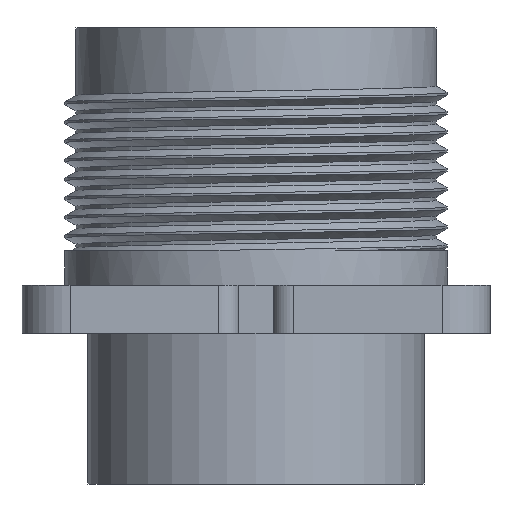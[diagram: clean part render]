
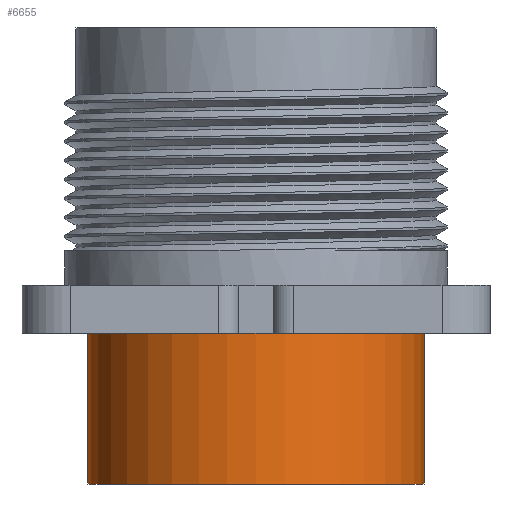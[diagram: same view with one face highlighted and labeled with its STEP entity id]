
A CAD part, front view. The second image highlights one B-rep face of the part: STEP entity #6655.
In plain terms, the highlighted cylindrical face has radius 12.446 mm (diameter 24.892 mm), a partial arc.
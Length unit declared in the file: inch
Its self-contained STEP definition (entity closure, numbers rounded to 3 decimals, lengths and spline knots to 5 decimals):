
#278 = CARTESIAN_POINT ( 'NONE',  ( 0., 0., -0.44 ) ) ;
#279 = DIRECTION ( 'NONE',  ( 0., 0., 1. ) ) ;
#280 = DIRECTION ( 'NONE',  ( 1., 0., 0. ) ) ;
#3693 = CARTESIAN_POINT ( 'NONE',  ( 0.49, 0., -0.44 ) ) ;
#3698 = CARTESIAN_POINT ( 'NONE',  ( -0.49, 0., -0.44 ) ) ;
#4537 = CARTESIAN_POINT ( 'NONE',  ( -0.49, 0., 0. ) ) ;
#4538 = CARTESIAN_POINT ( 'NONE',  ( 0.49, 0., 0. ) ) ;
#4794 = AXIS2_PLACEMENT_3D ( 'NONE', #278, #279, #280 ) ;
#4862 = VECTOR ( 'NONE', #8016, 39.37008 ) ;
#4876 = VECTOR ( 'NONE', #8024, 39.37008 ) ;
#5060 = EDGE_CURVE ( 'NONE', #10442, #10689, #8656, .T. ) ;
#5063 = EDGE_CURVE ( 'NONE', #10437, #10690, #8657, .T. ) ;
#5143 = EDGE_CURVE ( 'NONE', #10689, #10690, #6961, .T. ) ;
#5412 = EDGE_CURVE ( 'NONE', #10442, #10437, #6549, .T. ) ;
#6155 = ORIENTED_EDGE ( 'NONE', *, *, #5143, .F. ) ;
#6156 = ORIENTED_EDGE ( 'NONE', *, *, #5060, .F. ) ;
#6157 = ORIENTED_EDGE ( 'NONE', *, *, #5412, .T. ) ;
#6158 = ORIENTED_EDGE ( 'NONE', *, *, #5063, .T. ) ;
#6412 = AXIS2_PLACEMENT_3D ( 'NONE', #12300, #12301, #12302 ) ;
#6549 = CIRCLE ( 'NONE', #6412, 0.49 ) ;
#6655 = ADVANCED_FACE ( 'NONE', ( #14486 ), #14487, .T. ) ;
#6961 = CIRCLE ( 'NONE', #7016, 0.49 ) ;
#7016 = AXIS2_PLACEMENT_3D ( 'NONE', #11073, #11074, #11075 ) ;
#8015 = CARTESIAN_POINT ( 'NONE',  ( -0.49, 0., -0.44 ) ) ;
#8016 = DIRECTION ( 'NONE',  ( 0., 0., 1. ) ) ;
#8023 = CARTESIAN_POINT ( 'NONE',  ( 0.49, 0., -0.44 ) ) ;
#8024 = DIRECTION ( 'NONE',  ( 0., 0., 1. ) ) ;
#8656 = LINE ( 'NONE', #8015, #4862 ) ;
#8657 = LINE ( 'NONE', #8023, #4876 ) ;
#10437 = VERTEX_POINT ( 'NONE', #3693 ) ;
#10442 = VERTEX_POINT ( 'NONE', #3698 ) ;
#10689 = VERTEX_POINT ( 'NONE', #4537 ) ;
#10690 = VERTEX_POINT ( 'NONE', #4538 ) ;
#10897 = EDGE_LOOP ( 'NONE', ( #6156, #6157, #6158, #6155 ) ) ;
#11073 = CARTESIAN_POINT ( 'NONE',  ( 0., 0., 0. ) ) ;
#11074 = DIRECTION ( 'NONE',  ( 0., 0., 1. ) ) ;
#11075 = DIRECTION ( 'NONE',  ( -1., 0., 0. ) ) ;
#12300 = CARTESIAN_POINT ( 'NONE',  ( 0., 0., -0.44 ) ) ;
#12301 = DIRECTION ( 'NONE',  ( 0., 0., 1. ) ) ;
#12302 = DIRECTION ( 'NONE',  ( 1., 0., 0. ) ) ;
#14486 = FACE_OUTER_BOUND ( 'NONE', #10897, .T. ) ;
#14487 = CYLINDRICAL_SURFACE ( 'NONE', #4794, 0.49 ) ;
